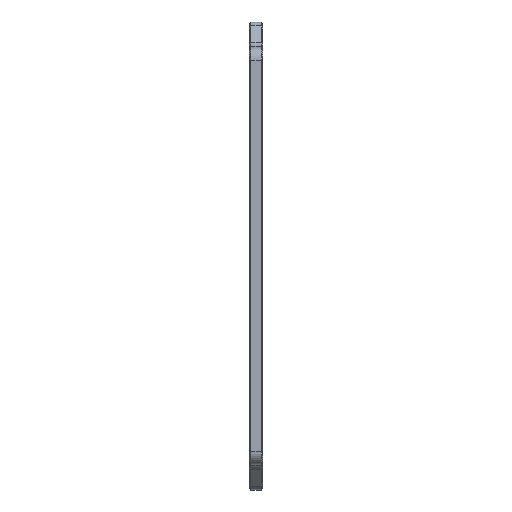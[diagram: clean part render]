
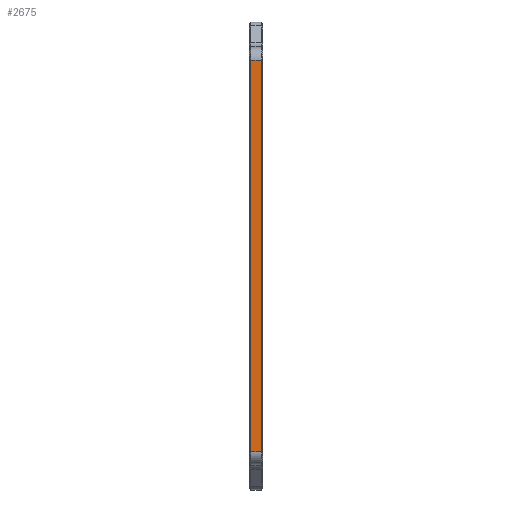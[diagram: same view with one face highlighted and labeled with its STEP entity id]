
A CAD part, left-side view. The second image highlights one B-rep face of the part: STEP entity #2675.
In plain terms, the highlighted planar face has unit normal (-1, 0, 0).
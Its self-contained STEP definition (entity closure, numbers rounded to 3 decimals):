
#182 = LINE ( 'NONE', #1914, #5102 ) ;
#245 = CARTESIAN_POINT ( 'NONE',  ( -55., 3.6, 57.7 ) ) ;
#395 = FACE_OUTER_BOUND ( 'NONE', #7811, .T. ) ;
#616 = AXIS2_PLACEMENT_3D ( 'NONE', #10131, #6116, #10079 ) ;
#878 = ORIENTED_EDGE ( 'NONE', *, *, #2682, .T. ) ;
#952 = CARTESIAN_POINT ( 'NONE',  ( -55., 3.6, -57.7 ) ) ;
#1493 = CARTESIAN_POINT ( 'NONE',  ( -55., 0.4, 57.7 ) ) ;
#1715 = DIRECTION ( 'NONE',  ( 0., 1., 0. ) ) ;
#1747 = VERTEX_POINT ( 'NONE', #952 ) ;
#1914 = CARTESIAN_POINT ( 'NONE',  ( -55., 0.4, 57.7 ) ) ;
#2114 = CARTESIAN_POINT ( 'NONE',  ( -55., 4., -57.7 ) ) ;
#2477 = EDGE_CURVE ( 'NONE', #3987, #1747, #8296, .T. ) ;
#2675 = ADVANCED_FACE ( 'NONE', ( #395 ), #2819, .F. ) ;
#2682 = EDGE_CURVE ( 'NONE', #1747, #8574, #9341, .T. ) ;
#2819 = PLANE ( 'NONE',  #616 ) ;
#3337 = DIRECTION ( 'NONE',  ( 0., 0., -1. ) ) ;
#3758 = EDGE_CURVE ( 'NONE', #7084, #3987, #9629, .T. ) ;
#3987 = VERTEX_POINT ( 'NONE', #245 ) ;
#5102 = VECTOR ( 'NONE', #6596, 1000. ) ;
#6116 = DIRECTION ( 'NONE',  ( 1., 0., 0. ) ) ;
#6596 = DIRECTION ( 'NONE',  ( 0., 0., 1. ) ) ;
#6665 = VECTOR ( 'NONE', #3337, 1000. ) ;
#7084 = VERTEX_POINT ( 'NONE', #1493 ) ;
#7403 = CARTESIAN_POINT ( 'NONE',  ( -55., 4., 57.7 ) ) ;
#7519 = VECTOR ( 'NONE', #8545, 1000. ) ;
#7811 = EDGE_LOOP ( 'NONE', ( #9814, #8191, #878, #9049 ) ) ;
#7864 = VECTOR ( 'NONE', #1715, 1000. ) ;
#8191 = ORIENTED_EDGE ( 'NONE', *, *, #2477, .T. ) ;
#8296 = LINE ( 'NONE', #9873, #6665 ) ;
#8545 = DIRECTION ( 'NONE',  ( 0., -1., 0. ) ) ;
#8574 = VERTEX_POINT ( 'NONE', #9782 ) ;
#8938 = EDGE_CURVE ( 'NONE', #8574, #7084, #182, .T. ) ;
#9049 = ORIENTED_EDGE ( 'NONE', *, *, #8938, .T. ) ;
#9341 = LINE ( 'NONE', #2114, #7519 ) ;
#9629 = LINE ( 'NONE', #7403, #7864 ) ;
#9782 = CARTESIAN_POINT ( 'NONE',  ( -55., 0.4, -57.7 ) ) ;
#9814 = ORIENTED_EDGE ( 'NONE', *, *, #3758, .T. ) ;
#9873 = CARTESIAN_POINT ( 'NONE',  ( -55., 3.6, 69. ) ) ;
#10079 = DIRECTION ( 'NONE',  ( 0., 0., -1. ) ) ;
#10131 = CARTESIAN_POINT ( 'NONE',  ( -55., 4., 69. ) ) ;
